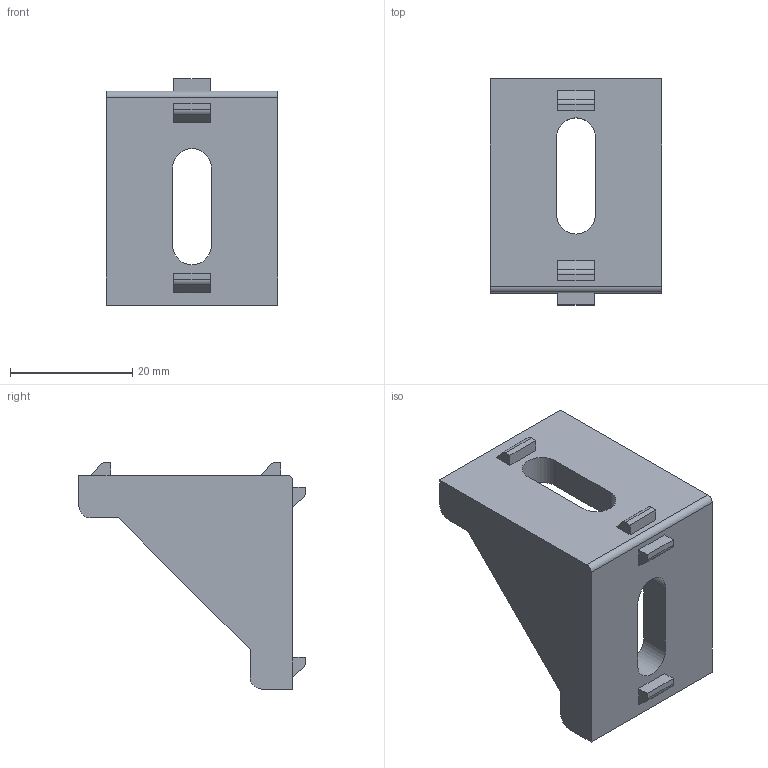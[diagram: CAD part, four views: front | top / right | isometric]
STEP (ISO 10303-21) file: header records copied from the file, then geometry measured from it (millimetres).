
FILE_DESCRIPTION (( 'STEP AP214' ), '1' );
FILE_NAME ('A990 Óãëîâîé àëþìèíèåâûé ñîåäèíèòåëü 30õ30, ïàç 8.STEP', '2025-10-20T08:58:38', ( '' ), ( '' ), 'SwSTEP 2.0', 'SolidWorks 2025', '' );
FILE_SCHEMA (( 'AUTOMOTIVE_DESIGN' ));
Length unit declared in the file: millimetre
Products named in the file (1): A990 Угловой алюминиевый соединитель 30х30, паз 8
Bounding box: 28 x 37 x 37 mm (x, y, z)
Volume: 10141 mm3; surface area: 5943.3 mm2
Topology: 1 solids, 1 shells, 56 faces, 150 edges, 100 vertices
Faces by surface type: plane 40, cylinder 16
Entity records: 2393 total; most frequent: CARTESIAN_POINT 307, ORIENTED_EDGE 300, DIRECTION 296, EDGE_CURVE 150, LINE 118, VECTOR 118, VERTEX_POINT 100, AXIS2_PLACEMENT_3D 89
